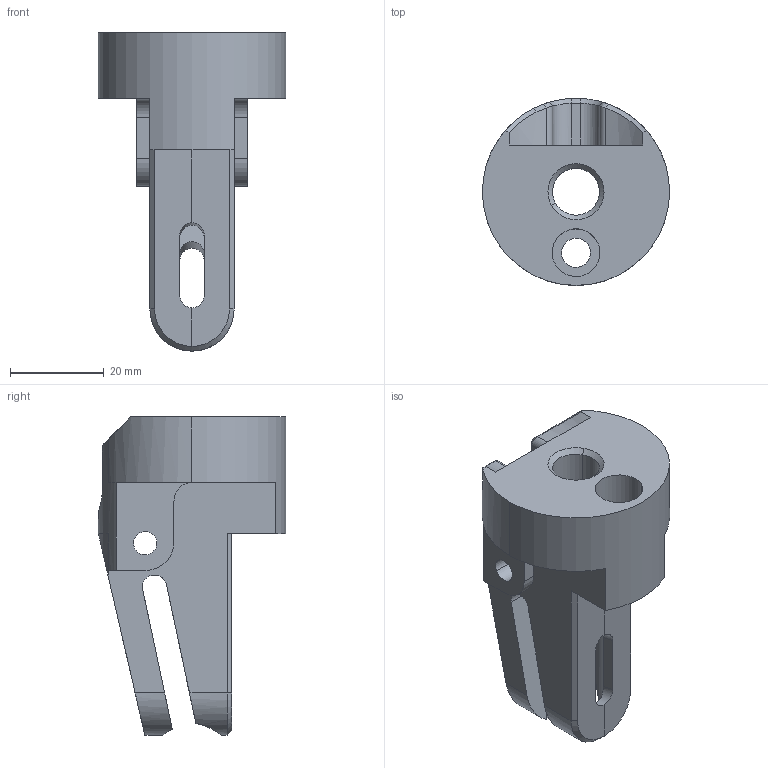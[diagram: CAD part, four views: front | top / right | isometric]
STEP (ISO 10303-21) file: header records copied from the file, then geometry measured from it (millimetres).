
FILE_DESCRIPTION(('CATIA V5 STEP Exchange'),'2;1');
FILE_NAME('Base charniere CH alu usine male AR - 07 Elargie.stp','2018-03-24T18:59:31+00:00',('none'),('none'),'CATIA Version 5 Release 21 GA (IN-10)','CATIA V5 STEP AP203','none');
FILE_SCHEMA(('CONFIG_CONTROL_DESIGN'));
Length unit declared in the file: millimetre
Products named in the file (1): Base charniere CH alu usine male AR - 07 Elargie
Bounding box: 40 x 40 x 68 mm (x, y, z)
Volume: 29108.6 mm3; surface area: 12386.6 mm2
Topology: 1 solids, 1 shells, 76 faces, 216 edges, 141 vertices
Faces by surface type: cylinder 33, plane 32, bspline 8, cone 3
Entity records: 2977 total; most frequent: CARTESIAN_POINT 1145, ORIENTED_EDGE 432, DIRECTION 262, EDGE_CURVE 216, VERTEX_POINT 141, VECTOR 108, LINE 108, AXIS2_PLACEMENT_3D 107
